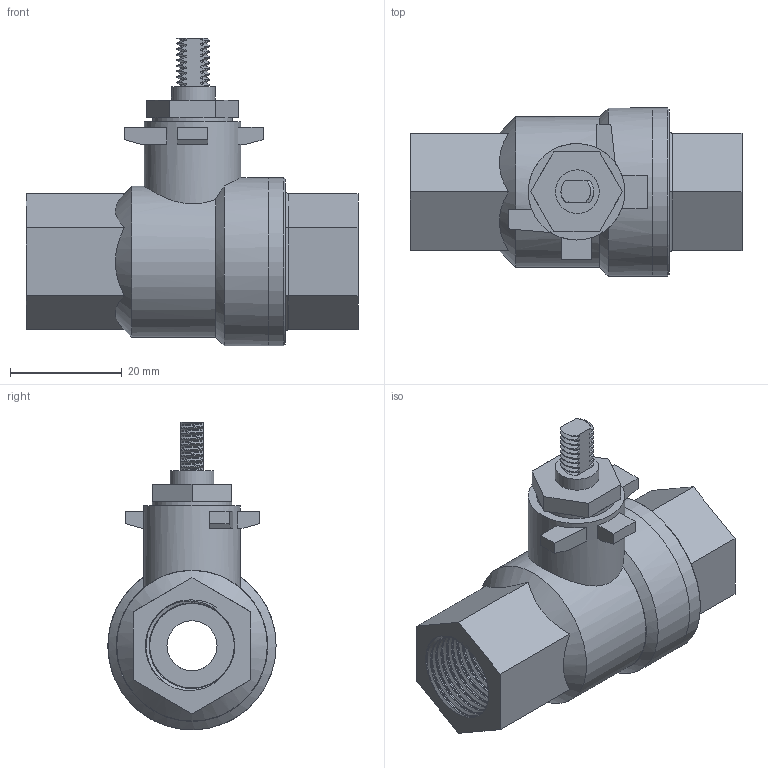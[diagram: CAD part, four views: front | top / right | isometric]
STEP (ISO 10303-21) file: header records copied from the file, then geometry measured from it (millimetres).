
FILE_DESCRIPTION(/* description */ (''),/* implementation_level */ '2;1');
FILE_NAME(/* name */ '3 8 Two Piece Ball Valve BVS3B L T.step',/* time_stamp */ '2020-10-28T15:36:10+11:00',/* author */ (''),/* organization */ (''),/* preprocessor_version */ 'ST-DEVELOPER v18.1',/* originating_system */ 'Autodesk Translation Framework v9.3.0.1241',/* authorisation */ '');
FILE_SCHEMA (('AUTOMOTIVE_DESIGN { 1 0 10303 214 3 1 1 }'));
Length unit declared in the file: millimetre
Products named in the file (4): 3 8 Two Piece Ball Valve BVS3B L T; 3/8 Two Piece Ball Valve BVS3B-L-T; Component2; valve
Assembly tree (3 placements, depth 2):
  3 8 Two Piece Ball Valve BVS3B L T
    3/8 Two Piece Ball Valve BVS3B-L-T
    Component2
    valve
Bounding box: 59.5 x 30.15 x 55.15 mm (x, y, z)
Volume: 24201.6 mm3; surface area: 14646.5 mm2
Topology: 3 solids, 3 shells, 199 faces, 545 edges, 359 vertices
Faces by surface type: cylinder 77, plane 69, bspline 49, cone 3, sphere 1
Full cylindrical faces by diameter (mm): 7.85 x1, 8.961 x2, 9 x1, 14.25 x1, 14.3 x1, 15.6 x1, 16.662 x19, 17.3 x1, 27 x1, 30.15 x2
Entity records: 18536 total; most frequent: CARTESIAN_POINT 13934, ORIENTED_EDGE 1088, DIRECTION 675, EDGE_CURVE 544, VERTEX_POINT 359, B_SPLINE_CURVE_WITH_KNOTS 238, LINE 229, VECTOR 229
